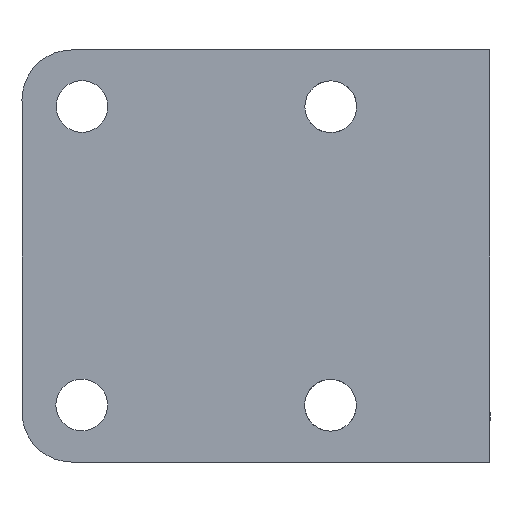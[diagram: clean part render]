
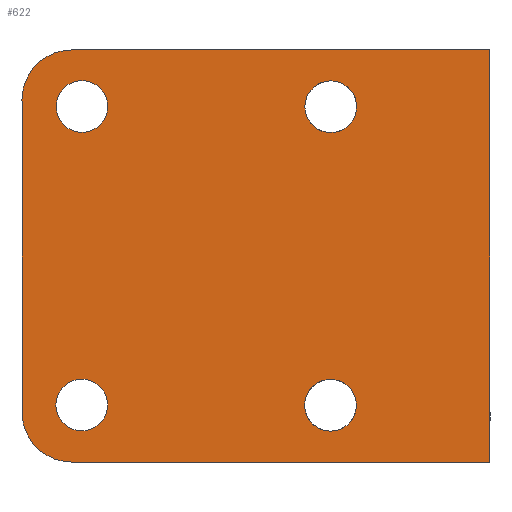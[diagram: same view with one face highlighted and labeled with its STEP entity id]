
A CAD part, front view. The second image highlights one B-rep face of the part: STEP entity #622.
In plain terms, the highlighted planar face has unit normal (0, -1, 0).
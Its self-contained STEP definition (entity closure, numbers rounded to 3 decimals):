
#39=FACE_BOUND('',#122,.T.);
#40=FACE_BOUND('',#123,.T.);
#41=FACE_BOUND('',#124,.T.);
#42=FACE_BOUND('',#125,.T.);
#53=PLANE('',#702);
#75=FACE_OUTER_BOUND('',#121,.T.);
#121=EDGE_LOOP('',(#528,#529,#530,#531,#532,#533));
#122=EDGE_LOOP('',(#534));
#123=EDGE_LOOP('',(#535));
#124=EDGE_LOOP('',(#536));
#125=EDGE_LOOP('',(#537));
#143=LINE('',#931,#189);
#155=LINE('',#964,#201);
#159=LINE('',#974,#205);
#160=LINE('',#977,#206);
#189=VECTOR('',#740,10.);
#201=VECTOR('',#768,10.);
#205=VECTOR('',#776,10.);
#206=VECTOR('',#781,10.);
#229=CIRCLE('',#649,5.);
#233=CIRCLE('',#656,5.);
#258=CIRCLE('',#703,2.6);
#259=CIRCLE('',#704,2.6);
#260=CIRCLE('',#705,2.6);
#261=CIRCLE('',#706,2.6);
#264=VERTEX_POINT('',#910);
#265=VERTEX_POINT('',#912);
#272=VERTEX_POINT('',#930);
#276=VERTEX_POINT('',#940);
#277=VERTEX_POINT('',#941);
#289=VERTEX_POINT('',#972);
#314=VERTEX_POINT('',#1082);
#315=VERTEX_POINT('',#1084);
#316=VERTEX_POINT('',#1086);
#317=VERTEX_POINT('',#1088);
#320=EDGE_CURVE('',#264,#265,#229,.T.);
#329=EDGE_CURVE('',#272,#265,#143,.T.);
#334=EDGE_CURVE('',#276,#277,#233,.T.);
#346=EDGE_CURVE('',#264,#277,#155,.T.);
#351=EDGE_CURVE('',#276,#289,#159,.T.);
#353=EDGE_CURVE('',#272,#289,#160,.T.);
#392=EDGE_CURVE('',#314,#314,#258,.F.);
#393=EDGE_CURVE('',#315,#315,#259,.F.);
#394=EDGE_CURVE('',#316,#316,#260,.F.);
#395=EDGE_CURVE('',#317,#317,#261,.F.);
#528=ORIENTED_EDGE('',*,*,#320,.F.);
#529=ORIENTED_EDGE('',*,*,#346,.T.);
#530=ORIENTED_EDGE('',*,*,#334,.F.);
#531=ORIENTED_EDGE('',*,*,#351,.T.);
#532=ORIENTED_EDGE('',*,*,#353,.F.);
#533=ORIENTED_EDGE('',*,*,#329,.T.);
#534=ORIENTED_EDGE('',*,*,#392,.F.);
#535=ORIENTED_EDGE('',*,*,#393,.F.);
#536=ORIENTED_EDGE('',*,*,#394,.F.);
#537=ORIENTED_EDGE('',*,*,#395,.F.);
#622=ADVANCED_FACE('',(#75,#39,#40,#41,#42),#53,.F.);
#649=AXIS2_PLACEMENT_3D('',#913,#724,#725);
#656=AXIS2_PLACEMENT_3D('',#942,#748,#749);
#702=AXIS2_PLACEMENT_3D('',#1081,#865,#866);
#703=AXIS2_PLACEMENT_3D('',#1083,#867,#868);
#704=AXIS2_PLACEMENT_3D('',#1085,#869,#870);
#705=AXIS2_PLACEMENT_3D('',#1087,#871,#872);
#706=AXIS2_PLACEMENT_3D('',#1089,#873,#874);
#724=DIRECTION('center_axis',(0.,1.,0.));
#725=DIRECTION('ref_axis',(-0.707,0.,0.707));
#740=DIRECTION('',(-1.,0.,0.));
#748=DIRECTION('center_axis',(0.,1.,0.));
#749=DIRECTION('ref_axis',(-0.707,0.,-0.707));
#768=DIRECTION('',(0.,0.,-1.));
#776=DIRECTION('',(1.,0.,0.));
#781=DIRECTION('',(0.,0.,-1.));
#865=DIRECTION('center_axis',(0.,1.,0.));
#866=DIRECTION('ref_axis',(-1.,0.,0.));
#867=DIRECTION('center_axis',(0.,1.,0.));
#868=DIRECTION('ref_axis',(-1.,0.,0.));
#869=DIRECTION('center_axis',(0.,1.,0.));
#870=DIRECTION('ref_axis',(-1.,0.,0.));
#871=DIRECTION('center_axis',(0.,1.,0.));
#872=DIRECTION('ref_axis',(-1.,0.,0.));
#873=DIRECTION('center_axis',(0.,1.,0.));
#874=DIRECTION('ref_axis',(-1.,0.,0.));
#910=CARTESIAN_POINT('',(-12.149,316.819,183.915));
#912=CARTESIAN_POINT('',(-7.149,316.819,188.915));
#913=CARTESIAN_POINT('Origin',(-7.149,316.819,183.915));
#930=CARTESIAN_POINT('',(34.878,316.819,188.915));
#931=CARTESIAN_POINT('',(17.121,316.819,188.915));
#940=CARTESIAN_POINT('',(-7.149,316.819,147.515));
#941=CARTESIAN_POINT('',(-12.149,316.819,152.515));
#942=CARTESIAN_POINT('Origin',(-7.149,316.819,152.515));
#964=CARTESIAN_POINT('',(-12.149,316.819,189.215));
#972=CARTESIAN_POINT('',(34.878,316.819,147.515));
#974=CARTESIAN_POINT('',(17.121,316.819,147.515));
#977=CARTESIAN_POINT('',(34.878,316.819,147.237));
#1081=CARTESIAN_POINT('Origin',(9.365,316.819,168.226));
#1082=CARTESIAN_POINT('',(-3.549,316.819,153.237));
#1083=CARTESIAN_POINT('Origin',(-6.149,316.819,153.237));
#1084=CARTESIAN_POINT('',(21.478,316.819,183.215));
#1085=CARTESIAN_POINT('Origin',(18.878,316.819,183.215));
#1086=CARTESIAN_POINT('',(21.451,316.819,153.215));
#1087=CARTESIAN_POINT('Origin',(18.851,316.819,153.215));
#1088=CARTESIAN_POINT('',(-3.522,316.819,183.237));
#1089=CARTESIAN_POINT('Origin',(-6.122,316.819,183.237));
